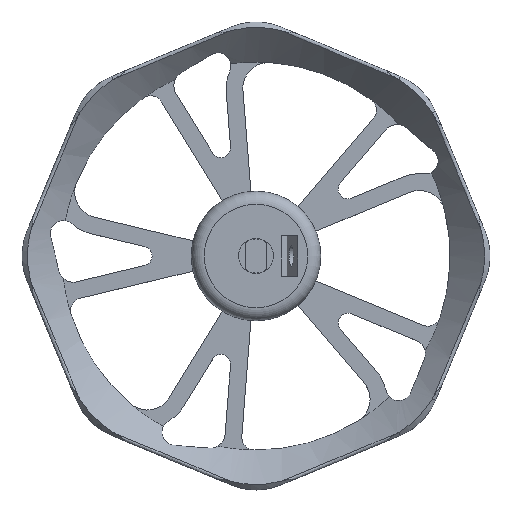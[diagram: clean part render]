
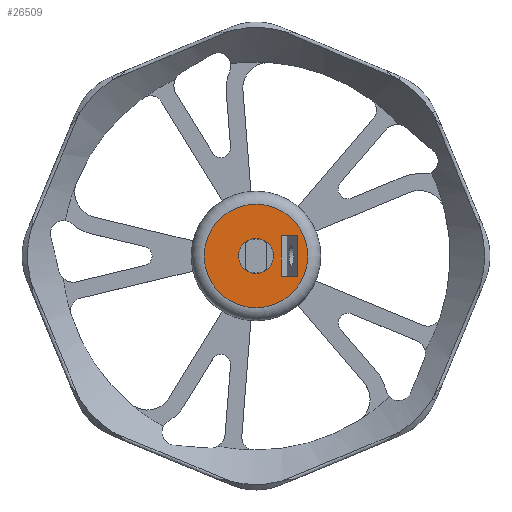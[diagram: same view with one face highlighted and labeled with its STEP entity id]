
A CAD part, top view. The second image highlights one B-rep face of the part: STEP entity #26509.
In plain terms, the highlighted planar face has unit normal (0, 0, 1).
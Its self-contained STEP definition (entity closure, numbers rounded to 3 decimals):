
#10715 = TOROIDAL_SURFACE('',#10716,8.,2.);
#10716 = AXIS2_PLACEMENT_3D('',#10717,#10718,#10719);
#10717 = CARTESIAN_POINT('',(0.,0.,6.));
#10718 = DIRECTION('',(0.,0.,1.));
#10719 = DIRECTION('',(1.,0.,0.));
#17883 = VERTEX_POINT('',#17884);
#17884 = CARTESIAN_POINT('',(8.,0.,8.));
#17906 = EDGE_CURVE('',#17883,#17883,#17907,.T.);
#17907 = SURFACE_CURVE('',#17908,(#17913,#17920),.PCURVE_S1.);
#17908 = CIRCLE('',#17909,8.);
#17909 = AXIS2_PLACEMENT_3D('',#17910,#17911,#17912);
#17910 = CARTESIAN_POINT('',(0.,0.,8.));
#17911 = DIRECTION('',(0.,-0.,1.));
#17912 = DIRECTION('',(1.,0.,0.));
#17913 = PCURVE('',#10715,#17914);
#17914 = DEFINITIONAL_REPRESENTATION('',(#17915),#17919);
#17915 = LINE('',#17916,#17917);
#17916 = CARTESIAN_POINT('',(0.,1.571));
#17917 = VECTOR('',#17918,1.);
#17918 = DIRECTION('',(1.,0.));
#17919 = ( GEOMETRIC_REPRESENTATION_CONTEXT(2) 
PARAMETRIC_REPRESENTATION_CONTEXT() REPRESENTATION_CONTEXT('2D SPACE',''
  ) );
#17920 = PCURVE('',#17921,#17926);
#17921 = PLANE('',#17922);
#17922 = AXIS2_PLACEMENT_3D('',#17923,#17924,#17925);
#17923 = CARTESIAN_POINT('',(37.,0.,8.));
#17924 = DIRECTION('',(0.,0.,-1.));
#17925 = DIRECTION('',(-1.,0.,0.));
#17926 = DEFINITIONAL_REPRESENTATION('',(#17927),#17935);
#17927 = ( BOUNDED_CURVE() B_SPLINE_CURVE(2,(#17928,#17929,#17930,#17931
    ,#17932,#17933,#17934),.UNSPECIFIED.,.F.,.F.) 
B_SPLINE_CURVE_WITH_KNOTS((1,2,2,2,2,1),(-2.094,0.,
    2.094,4.189,6.283,8.378),
.UNSPECIFIED.) CURVE() GEOMETRIC_REPRESENTATION_ITEM() 
RATIONAL_B_SPLINE_CURVE((1.,0.5,1.,0.5,1.,0.5,1.)) REPRESENTATION_ITEM(
  '') );
#17928 = CARTESIAN_POINT('',(29.,0.));
#17929 = CARTESIAN_POINT('',(29.,13.856));
#17930 = CARTESIAN_POINT('',(41.,6.928));
#17931 = CARTESIAN_POINT('',(53.,0.));
#17932 = CARTESIAN_POINT('',(41.,-6.928));
#17933 = CARTESIAN_POINT('',(29.,-13.856));
#17934 = CARTESIAN_POINT('',(29.,0.));
#17935 = ( GEOMETRIC_REPRESENTATION_CONTEXT(2) 
PARAMETRIC_REPRESENTATION_CONTEXT() REPRESENTATION_CONTEXT('2D SPACE',''
  ) );
#17978 = PLANE('',#17979);
#17979 = AXIS2_PLACEMENT_3D('',#17980,#17981,#17982);
#17980 = CARTESIAN_POINT('',(4.846,-3.15,0.427));
#17981 = DIRECTION('',(0.978,0.,-0.208));
#17982 = DIRECTION('',(0.208,0.,0.978));
#26509 = ADVANCED_FACE('',(#26510,#26513,#26614),#17921,.F.);
#26510 = FACE_BOUND('',#26511,.F.);
#26511 = EDGE_LOOP('',(#26512));
#26512 = ORIENTED_EDGE('',*,*,#17906,.F.);
#26513 = FACE_BOUND('',#26514,.F.);
#26514 = EDGE_LOOP('',(#26515,#26543,#26569,#26595));
#26515 = ORIENTED_EDGE('',*,*,#26516,.F.);
#26516 = EDGE_CURVE('',#26517,#26519,#26521,.T.);
#26517 = VERTEX_POINT('',#26518);
#26518 = CARTESIAN_POINT('',(3.9,3.15,8.));
#26519 = VERTEX_POINT('',#26520);
#26520 = CARTESIAN_POINT('',(6.456,3.15,8.));
#26521 = SURFACE_CURVE('',#26522,(#26526,#26532),.PCURVE_S1.);
#26522 = LINE('',#26523,#26524);
#26523 = CARTESIAN_POINT('',(19.7,3.15,8.));
#26524 = VECTOR('',#26525,1.);
#26525 = DIRECTION('',(1.,0.,0.));
#26526 = PCURVE('',#17921,#26527);
#26527 = DEFINITIONAL_REPRESENTATION('',(#26528),#26531);
#26528 = B_SPLINE_CURVE_WITH_KNOTS('',1,(#26529,#26530),.UNSPECIFIED.,
  .F.,.F.,(2,2),(-16.056,-12.989),
  .PIECEWISE_BEZIER_KNOTS.);
#26529 = CARTESIAN_POINT('',(33.356,3.15));
#26530 = CARTESIAN_POINT('',(30.289,3.15));
#26531 = ( GEOMETRIC_REPRESENTATION_CONTEXT(2) 
PARAMETRIC_REPRESENTATION_CONTEXT() REPRESENTATION_CONTEXT('2D SPACE',''
  ) );
#26532 = PCURVE('',#26533,#26538);
#26533 = PLANE('',#26534);
#26534 = AXIS2_PLACEMENT_3D('',#26535,#26536,#26537);
#26535 = CARTESIAN_POINT('',(2.401,3.15,0.946));
#26536 = DIRECTION('',(0.,1.,0.));
#26537 = DIRECTION('',(0.208,0.,0.978));
#26538 = DEFINITIONAL_REPRESENTATION('',(#26539),#26542);
#26539 = B_SPLINE_CURVE_WITH_KNOTS('',1,(#26540,#26541),.UNSPECIFIED.,
  .F.,.F.,(2,2),(-16.056,-12.989),
  .PIECEWISE_BEZIER_KNOTS.);
#26540 = CARTESIAN_POINT('',(7.158,-0.25));
#26541 = CARTESIAN_POINT('',(7.796,2.75));
#26542 = ( GEOMETRIC_REPRESENTATION_CONTEXT(2) 
PARAMETRIC_REPRESENTATION_CONTEXT() REPRESENTATION_CONTEXT('2D SPACE',''
  ) );
#26543 = ORIENTED_EDGE('',*,*,#26544,.T.);
#26544 = EDGE_CURVE('',#26517,#26545,#26547,.T.);
#26545 = VERTEX_POINT('',#26546);
#26546 = CARTESIAN_POINT('',(3.9,-3.15,8.));
#26547 = SURFACE_CURVE('',#26548,(#26552,#26558),.PCURVE_S1.);
#26548 = LINE('',#26549,#26550);
#26549 = CARTESIAN_POINT('',(3.9,-1.575,8.));
#26550 = VECTOR('',#26551,1.);
#26551 = DIRECTION('',(0.,-1.,0.));
#26552 = PCURVE('',#17921,#26553);
#26553 = DEFINITIONAL_REPRESENTATION('',(#26554),#26557);
#26554 = B_SPLINE_CURVE_WITH_KNOTS('',1,(#26555,#26556),.UNSPECIFIED.,
  .F.,.F.,(2,2),(-5.355,2.205),.PIECEWISE_BEZIER_KNOTS.);
#26555 = CARTESIAN_POINT('',(33.1,3.78));
#26556 = CARTESIAN_POINT('',(33.1,-3.78));
#26557 = ( GEOMETRIC_REPRESENTATION_CONTEXT(2) 
PARAMETRIC_REPRESENTATION_CONTEXT() REPRESENTATION_CONTEXT('2D SPACE',''
  ) );
#26558 = PCURVE('',#26559,#26564);
#26559 = PLANE('',#26560);
#26560 = AXIS2_PLACEMENT_3D('',#26561,#26562,#26563);
#26561 = CARTESIAN_POINT('',(2.401,-3.15,0.946));
#26562 = DIRECTION('',(0.978,0.,-0.208));
#26563 = DIRECTION('',(0.208,0.,0.978));
#26564 = DEFINITIONAL_REPRESENTATION('',(#26565),#26568);
#26565 = B_SPLINE_CURVE_WITH_KNOTS('',1,(#26566,#26567),.UNSPECIFIED.,
  .F.,.F.,(2,2),(-5.355,2.205),.PIECEWISE_BEZIER_KNOTS.);
#26566 = CARTESIAN_POINT('',(7.211,-6.93));
#26567 = CARTESIAN_POINT('',(7.211,0.63));
#26568 = ( GEOMETRIC_REPRESENTATION_CONTEXT(2) 
PARAMETRIC_REPRESENTATION_CONTEXT() REPRESENTATION_CONTEXT('2D SPACE',''
  ) );
#26569 = ORIENTED_EDGE('',*,*,#26570,.T.);
#26570 = EDGE_CURVE('',#26545,#26571,#26573,.T.);
#26571 = VERTEX_POINT('',#26572);
#26572 = CARTESIAN_POINT('',(6.456,-3.15,8.));
#26573 = SURFACE_CURVE('',#26574,(#26578,#26584),.PCURVE_S1.);
#26574 = LINE('',#26575,#26576);
#26575 = CARTESIAN_POINT('',(19.7,-3.15,8.));
#26576 = VECTOR('',#26577,1.);
#26577 = DIRECTION('',(1.,0.,0.));
#26578 = PCURVE('',#17921,#26579);
#26579 = DEFINITIONAL_REPRESENTATION('',(#26580),#26583);
#26580 = B_SPLINE_CURVE_WITH_KNOTS('',1,(#26581,#26582),.UNSPECIFIED.,
  .F.,.F.,(2,2),(-16.056,-12.989),
  .PIECEWISE_BEZIER_KNOTS.);
#26581 = CARTESIAN_POINT('',(33.356,-3.15));
#26582 = CARTESIAN_POINT('',(30.289,-3.15));
#26583 = ( GEOMETRIC_REPRESENTATION_CONTEXT(2) 
PARAMETRIC_REPRESENTATION_CONTEXT() REPRESENTATION_CONTEXT('2D SPACE',''
  ) );
#26584 = PCURVE('',#26585,#26590);
#26585 = PLANE('',#26586);
#26586 = AXIS2_PLACEMENT_3D('',#26587,#26588,#26589);
#26587 = CARTESIAN_POINT('',(2.401,-3.15,0.946));
#26588 = DIRECTION('',(0.,1.,0.));
#26589 = DIRECTION('',(0.208,0.,0.978));
#26590 = DEFINITIONAL_REPRESENTATION('',(#26591),#26594);
#26591 = B_SPLINE_CURVE_WITH_KNOTS('',1,(#26592,#26593),.UNSPECIFIED.,
  .F.,.F.,(2,2),(-16.056,-12.989),
  .PIECEWISE_BEZIER_KNOTS.);
#26592 = CARTESIAN_POINT('',(7.158,-0.25));
#26593 = CARTESIAN_POINT('',(7.796,2.75));
#26594 = ( GEOMETRIC_REPRESENTATION_CONTEXT(2) 
PARAMETRIC_REPRESENTATION_CONTEXT() REPRESENTATION_CONTEXT('2D SPACE',''
  ) );
#26595 = ORIENTED_EDGE('',*,*,#26596,.F.);
#26596 = EDGE_CURVE('',#26519,#26571,#26597,.T.);
#26597 = SURFACE_CURVE('',#26598,(#26602,#26608),.PCURVE_S1.);
#26598 = LINE('',#26599,#26600);
#26599 = CARTESIAN_POINT('',(6.456,-1.575,8.));
#26600 = VECTOR('',#26601,1.);
#26601 = DIRECTION('',(0.,-1.,0.));
#26602 = PCURVE('',#17921,#26603);
#26603 = DEFINITIONAL_REPRESENTATION('',(#26604),#26607);
#26604 = B_SPLINE_CURVE_WITH_KNOTS('',1,(#26605,#26606),.UNSPECIFIED.,
  .F.,.F.,(2,2),(-5.355,2.205),.PIECEWISE_BEZIER_KNOTS.);
#26605 = CARTESIAN_POINT('',(30.544,3.78));
#26606 = CARTESIAN_POINT('',(30.544,-3.78));
#26607 = ( GEOMETRIC_REPRESENTATION_CONTEXT(2) 
PARAMETRIC_REPRESENTATION_CONTEXT() REPRESENTATION_CONTEXT('2D SPACE',''
  ) );
#26608 = PCURVE('',#17978,#26609);
#26609 = DEFINITIONAL_REPRESENTATION('',(#26610),#26613);
#26610 = B_SPLINE_CURVE_WITH_KNOTS('',1,(#26611,#26612),.UNSPECIFIED.,
  .F.,.F.,(2,2),(-5.355,2.205),.PIECEWISE_BEZIER_KNOTS.);
#26611 = CARTESIAN_POINT('',(7.743,-6.93));
#26612 = CARTESIAN_POINT('',(7.743,0.63));
#26613 = ( GEOMETRIC_REPRESENTATION_CONTEXT(2) 
PARAMETRIC_REPRESENTATION_CONTEXT() REPRESENTATION_CONTEXT('2D SPACE',''
  ) );
#26614 = FACE_BOUND('',#26615,.F.);
#26615 = EDGE_LOOP('',(#26616));
#26616 = ORIENTED_EDGE('',*,*,#26617,.T.);
#26617 = EDGE_CURVE('',#26618,#26618,#26620,.T.);
#26618 = VERTEX_POINT('',#26619);
#26619 = CARTESIAN_POINT('',(2.7,0.,8.));
#26620 = SURFACE_CURVE('',#26621,(#26626,#26637),.PCURVE_S1.);
#26621 = CIRCLE('',#26622,2.7);
#26622 = AXIS2_PLACEMENT_3D('',#26623,#26624,#26625);
#26623 = CARTESIAN_POINT('',(0.,0.,8.));
#26624 = DIRECTION('',(0.,0.,1.));
#26625 = DIRECTION('',(1.,0.,0.));
#26626 = PCURVE('',#17921,#26627);
#26627 = DEFINITIONAL_REPRESENTATION('',(#26628),#26636);
#26628 = ( BOUNDED_CURVE() B_SPLINE_CURVE(2,(#26629,#26630,#26631,#26632
    ,#26633,#26634,#26635),.UNSPECIFIED.,.T.,.F.) 
B_SPLINE_CURVE_WITH_KNOTS((1,2,2,2,2,1),(-2.094,0.,
    2.094,4.189,6.283,8.378),
.UNSPECIFIED.) CURVE() GEOMETRIC_REPRESENTATION_ITEM() 
RATIONAL_B_SPLINE_CURVE((1.,0.5,1.,0.5,1.,0.5,1.)) REPRESENTATION_ITEM(
  '') );
#26629 = CARTESIAN_POINT('',(34.3,0.));
#26630 = CARTESIAN_POINT('',(34.3,4.677));
#26631 = CARTESIAN_POINT('',(38.35,2.338));
#26632 = CARTESIAN_POINT('',(42.4,0.));
#26633 = CARTESIAN_POINT('',(38.35,-2.338));
#26634 = CARTESIAN_POINT('',(34.3,-4.677));
#26635 = CARTESIAN_POINT('',(34.3,0.));
#26636 = ( GEOMETRIC_REPRESENTATION_CONTEXT(2) 
PARAMETRIC_REPRESENTATION_CONTEXT() REPRESENTATION_CONTEXT('2D SPACE',''
  ) );
#26637 = PCURVE('',#26638,#26643);
#26638 = CYLINDRICAL_SURFACE('',#26639,2.7);
#26639 = AXIS2_PLACEMENT_3D('',#26640,#26641,#26642);
#26640 = CARTESIAN_POINT('',(0.,0.,8.));
#26641 = DIRECTION('',(0.,0.,1.));
#26642 = DIRECTION('',(1.,0.,0.));
#26643 = DEFINITIONAL_REPRESENTATION('',(#26644),#26648);
#26644 = LINE('',#26645,#26646);
#26645 = CARTESIAN_POINT('',(0.,0.));
#26646 = VECTOR('',#26647,1.);
#26647 = DIRECTION('',(1.,0.));
#26648 = ( GEOMETRIC_REPRESENTATION_CONTEXT(2) 
PARAMETRIC_REPRESENTATION_CONTEXT() REPRESENTATION_CONTEXT('2D SPACE',''
  ) );
